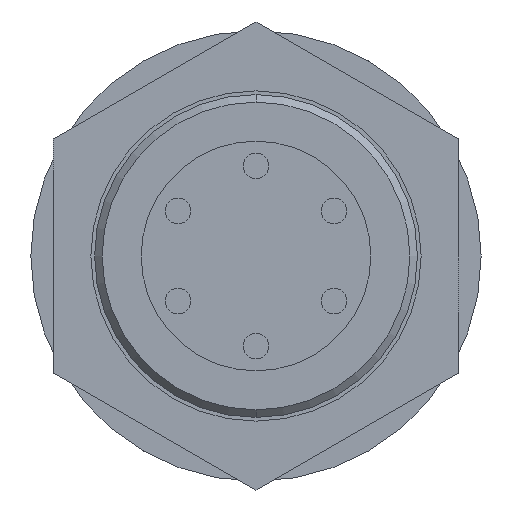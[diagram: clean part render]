
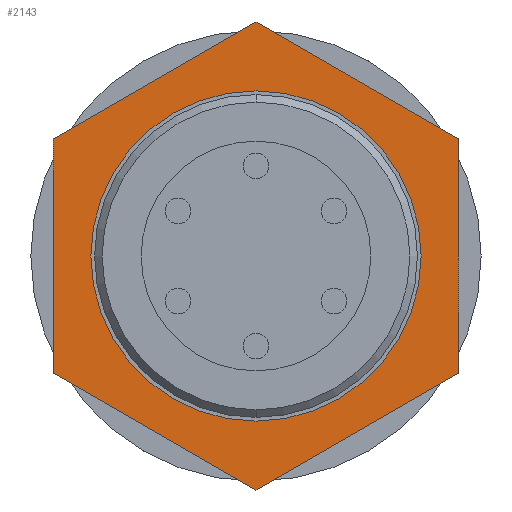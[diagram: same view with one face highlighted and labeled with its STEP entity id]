
A CAD part, front view. The second image highlights one B-rep face of the part: STEP entity #2143.
In plain terms, the highlighted planar face has unit normal (0, -1, 0).
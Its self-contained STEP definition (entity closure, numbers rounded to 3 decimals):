
#4 = EDGE_CURVE ( 'NONE', #1210, #1178, #1311, .T. ) ;
#19 = VECTOR ( 'NONE', #2267, 1000. ) ;
#34 = LINE ( 'NONE', #2482, #2272 ) ;
#86 = ORIENTED_EDGE ( 'NONE', *, *, #146, .F. ) ;
#146 = EDGE_CURVE ( 'NONE', #1039, #1140, #1640, .T. ) ;
#201 = VERTEX_POINT ( 'NONE', #2421 ) ;
#214 = PLANE ( 'NONE',  #2072 ) ;
#282 = EDGE_CURVE ( 'NONE', #2764, #1448, #742, .T. ) ;
#340 = VECTOR ( 'NONE', #2633, 1000. ) ;
#373 = ORIENTED_EDGE ( 'NONE', *, *, #1534, .T. ) ;
#424 = LINE ( 'NONE', #1472, #1577 ) ;
#481 = CARTESIAN_POINT ( 'NONE',  ( -13.5, -12., 7.794 ) ) ;
#483 = CARTESIAN_POINT ( 'NONE',  ( 0., -12., 0. ) ) ;
#565 = ORIENTED_EDGE ( 'NONE', *, *, #1702, .T. ) ;
#590 = EDGE_CURVE ( 'NONE', #1140, #1039, #959, .T. ) ;
#624 = VECTOR ( 'NONE', #1653, 1000. ) ;
#642 = EDGE_LOOP ( 'NONE', ( #565, #2089, #373, #2320, #2270, #1168 ) ) ;
#665 = EDGE_LOOP ( 'NONE', ( #86, #1900 ) ) ;
#742 = LINE ( 'NONE', #1909, #19 ) ;
#959 = CIRCLE ( 'NONE', #2384, 11. ) ;
#1027 = DIRECTION ( 'NONE',  ( 0., -1., 0. ) ) ;
#1039 = VERTEX_POINT ( 'NONE', #1608 ) ;
#1057 = LINE ( 'NONE', #1275, #340 ) ;
#1061 = CARTESIAN_POINT ( 'NONE',  ( 0., -12., 15.588 ) ) ;
#1109 = CARTESIAN_POINT ( 'NONE',  ( 13.5, -12., 7.794 ) ) ;
#1140 = VERTEX_POINT ( 'NONE', #2228 ) ;
#1168 = ORIENTED_EDGE ( 'NONE', *, *, #1730, .T. ) ;
#1178 = VERTEX_POINT ( 'NONE', #481 ) ;
#1210 = VERTEX_POINT ( 'NONE', #1061 ) ;
#1275 = CARTESIAN_POINT ( 'NONE',  ( 13.5, -12., 7.794 ) ) ;
#1311 = LINE ( 'NONE', #1667, #624 ) ;
#1317 = DIRECTION ( 'NONE',  ( 0.866, 0., -0.5 ) ) ;
#1386 = CARTESIAN_POINT ( 'NONE',  ( 13.5, -12., -7.794 ) ) ;
#1448 = VERTEX_POINT ( 'NONE', #1386 ) ;
#1472 = CARTESIAN_POINT ( 'NONE',  ( 13.5, -12., -7.794 ) ) ;
#1534 = EDGE_CURVE ( 'NONE', #1178, #201, #2546, .T. ) ;
#1577 = VECTOR ( 'NONE', #1656, 1000. ) ;
#1608 = CARTESIAN_POINT ( 'NONE',  ( 0., -12., 11. ) ) ;
#1614 = CARTESIAN_POINT ( 'NONE',  ( 0., -12., -15.588 ) ) ;
#1640 = CIRCLE ( 'NONE', #2796, 11. ) ;
#1646 = FACE_OUTER_BOUND ( 'NONE', #642, .T. ) ;
#1653 = DIRECTION ( 'NONE',  ( -0.866, 0., -0.5 ) ) ;
#1656 = DIRECTION ( 'NONE',  ( 0., 0., 1. ) ) ;
#1667 = CARTESIAN_POINT ( 'NONE',  ( 0., -12., 15.588 ) ) ;
#1702 = EDGE_CURVE ( 'NONE', #2317, #1210, #1057, .T. ) ;
#1730 = EDGE_CURVE ( 'NONE', #1448, #2317, #424, .T. ) ;
#1900 = ORIENTED_EDGE ( 'NONE', *, *, #590, .F. ) ;
#1909 = CARTESIAN_POINT ( 'NONE',  ( 0., -12., -15.588 ) ) ;
#1993 = CARTESIAN_POINT ( 'NONE',  ( -13.5, -12., 7.794 ) ) ;
#2072 = AXIS2_PLACEMENT_3D ( 'NONE', #483, #1027, #2461 ) ;
#2089 = ORIENTED_EDGE ( 'NONE', *, *, #4, .T. ) ;
#2118 = DIRECTION ( 'NONE',  ( 0., -1., 0. ) ) ;
#2127 = CARTESIAN_POINT ( 'NONE',  ( 0., -12., 0. ) ) ;
#2143 = ADVANCED_FACE ( 'NONE', ( #1646, #2374 ), #214, .T. ) ;
#2228 = CARTESIAN_POINT ( 'NONE',  ( 0., -12., -11. ) ) ;
#2247 = DIRECTION ( 'NONE',  ( 0., -1., 0. ) ) ;
#2258 = CARTESIAN_POINT ( 'NONE',  ( 0., -12., 0. ) ) ;
#2267 = DIRECTION ( 'NONE',  ( 0.866, 0., 0.5 ) ) ;
#2270 = ORIENTED_EDGE ( 'NONE', *, *, #282, .T. ) ;
#2272 = VECTOR ( 'NONE', #1317, 1000. ) ;
#2302 = DIRECTION ( 'NONE',  ( 0., 0., -1. ) ) ;
#2315 = VECTOR ( 'NONE', #2378, 1000. ) ;
#2317 = VERTEX_POINT ( 'NONE', #1109 ) ;
#2320 = ORIENTED_EDGE ( 'NONE', *, *, #2580, .T. ) ;
#2374 = FACE_BOUND ( 'NONE', #665, .T. ) ;
#2378 = DIRECTION ( 'NONE',  ( 0., 0., -1. ) ) ;
#2384 = AXIS2_PLACEMENT_3D ( 'NONE', #2127, #2118, #2620 ) ;
#2421 = CARTESIAN_POINT ( 'NONE',  ( -13.5, -12., -7.794 ) ) ;
#2461 = DIRECTION ( 'NONE',  ( 0., 0., -1. ) ) ;
#2482 = CARTESIAN_POINT ( 'NONE',  ( -13.5, -12., -7.794 ) ) ;
#2546 = LINE ( 'NONE', #1993, #2315 ) ;
#2580 = EDGE_CURVE ( 'NONE', #201, #2764, #34, .T. ) ;
#2620 = DIRECTION ( 'NONE',  ( 0., 0., -1. ) ) ;
#2633 = DIRECTION ( 'NONE',  ( -0.866, 0., 0.5 ) ) ;
#2764 = VERTEX_POINT ( 'NONE', #1614 ) ;
#2796 = AXIS2_PLACEMENT_3D ( 'NONE', #2258, #2247, #2302 ) ;
